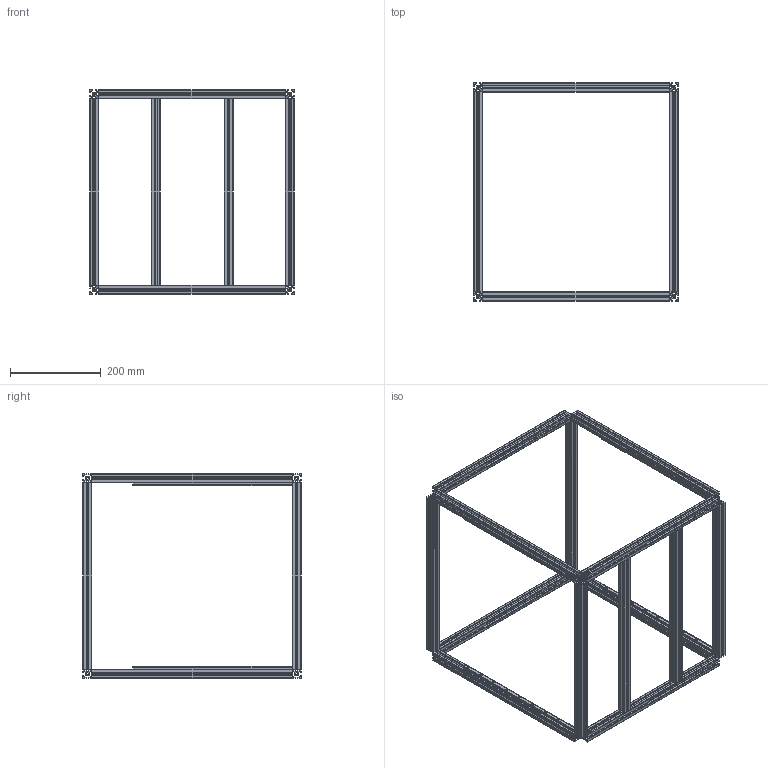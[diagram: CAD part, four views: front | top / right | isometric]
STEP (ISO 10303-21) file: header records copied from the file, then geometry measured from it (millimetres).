
FILE_DESCRIPTION (( 'STEP AP203' ), '1' );
FILE_NAME ('1x Frame Case.STEP', '2021-05-05T15:06:37', ( '' ), ( '' ), 'SwSTEP 2.0', 'SolidWorks 2021', '' );
FILE_SCHEMA (( 'CONFIG_CONTROL_DESIGN' ));
Length unit declared in the file: millimetre
Products named in the file (1): 1x Frame Case
Bounding box: 450 x 480 x 450 mm (x, y, z)
Volume: 1140871.8 mm3; surface area: 1074380.1 mm2
Topology: 18 solids, 18 shells, 1141 faces, 3222 edges, 2148 vertices
Faces by surface type: plane 915, cylinder 226
Entity records: 36795 total; most frequent: CARTESIAN_POINT 6512, ORIENTED_EDGE 6444, DIRECTION 5958, EDGE_CURVE 3222, VECTOR 2770, LINE 2770, VERTEX_POINT 2148, AXIS2_PLACEMENT_3D 1594
